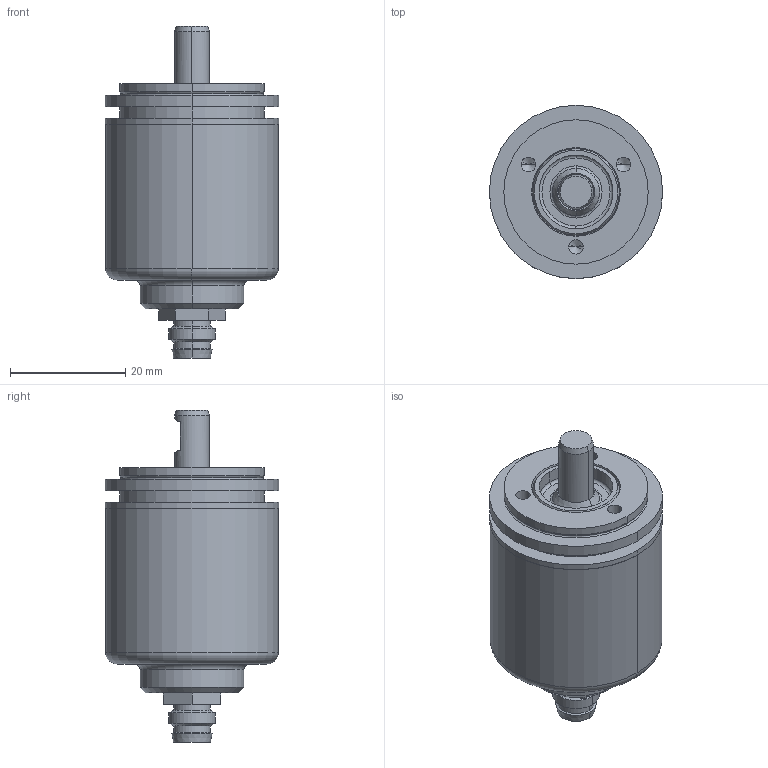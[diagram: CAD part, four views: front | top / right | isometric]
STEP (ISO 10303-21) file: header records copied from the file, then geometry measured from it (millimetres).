
FILE_DESCRIPTION((''),'2;1');
FILE_NAME('599657','2010-10-14T',('se2802'),(''),'PRO/ENGINEER BY PARAMETRIC TECHNOLOGY CORPORATION, 2010180','PRO/ENGINEER BY PARAMETRIC TECHNOLOGY CORPORATION, 2010180','');
FILE_SCHEMA(('CONFIG_CONTROL_DESIGN'));
Length unit declared in the file: millimetre
Products named in the file (1): 599657
Bounding box: 30 x 30 x 57.5 mm (x, y, z)
Volume: 14026.3 mm3; surface area: 10684.8 mm2
Topology: 2 solids, 2 shells, 241 faces, 575 edges, 353 vertices
Faces by surface type: cylinder 100, plane 67, cone 51, torus 23
Entity records: 7266 total; most frequent: CARTESIAN_POINT 1487, DIRECTION 1318, ORIENTED_EDGE 1122, EDGE_CURVE 561, AXIS2_PLACEMENT_3D 544, VERTEX_POINT 353, CIRCLE 303, EDGE_LOOP 280
